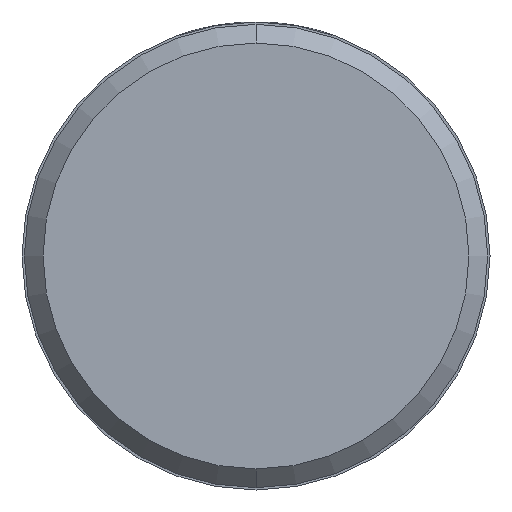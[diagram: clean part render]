
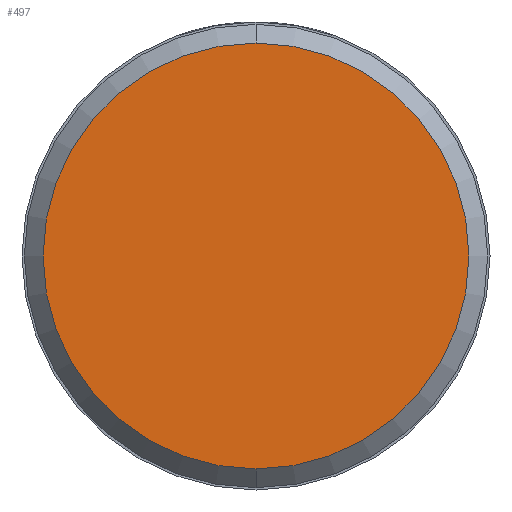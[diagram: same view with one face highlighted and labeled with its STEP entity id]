
A CAD part, front view. The second image highlights one B-rep face of the part: STEP entity #497.
In plain terms, the highlighted planar face has unit normal (0, -1, 0).
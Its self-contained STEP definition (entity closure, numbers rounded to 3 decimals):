
#60 = DIRECTION ( 'NONE',  ( 0., 0., 1. ) ) ;
#130 = EDGE_LOOP ( 'NONE', ( #325, #2175 ) ) ;
#325 = ORIENTED_EDGE ( 'NONE', *, *, #1192, .T. ) ;
#497 = ADVANCED_FACE ( 'NONE', ( #1440 ), #2107, .F. ) ;
#502 = EDGE_CURVE ( 'NONE', #1692, #2365, #1313, .T. ) ;
#522 = DIRECTION ( 'NONE',  ( 0., -1., 0. ) ) ;
#693 = CARTESIAN_POINT ( 'NONE',  ( 0., 0., 0. ) ) ;
#834 = AXIS2_PLACEMENT_3D ( 'NONE', #2562, #522, #1215 ) ;
#867 = AXIS2_PLACEMENT_3D ( 'NONE', #2758, #1881, #60 ) ;
#1137 = AXIS2_PLACEMENT_3D ( 'NONE', #693, #2737, #1149 ) ;
#1149 = DIRECTION ( 'NONE',  ( 0., 0., 1. ) ) ;
#1192 = EDGE_CURVE ( 'NONE', #2365, #1692, #2746, .T. ) ;
#1215 = DIRECTION ( 'NONE',  ( 0., 0., 1. ) ) ;
#1259 = CARTESIAN_POINT ( 'NONE',  ( 0., 0., -22.75 ) ) ;
#1313 = CIRCLE ( 'NONE', #834, 22.75 ) ;
#1440 = FACE_OUTER_BOUND ( 'NONE', #130, .T. ) ;
#1692 = VERTEX_POINT ( 'NONE', #1259 ) ;
#1881 = DIRECTION ( 'NONE',  ( 0., 1., 0. ) ) ;
#2107 = PLANE ( 'NONE',  #867 ) ;
#2175 = ORIENTED_EDGE ( 'NONE', *, *, #502, .T. ) ;
#2251 = CARTESIAN_POINT ( 'NONE',  ( 0., 0., 22.75 ) ) ;
#2365 = VERTEX_POINT ( 'NONE', #2251 ) ;
#2562 = CARTESIAN_POINT ( 'NONE',  ( 0., 0., 0. ) ) ;
#2737 = DIRECTION ( 'NONE',  ( 0., -1., 0. ) ) ;
#2746 = CIRCLE ( 'NONE', #1137, 22.75 ) ;
#2758 = CARTESIAN_POINT ( 'NONE',  ( 0., 0., 0. ) ) ;
